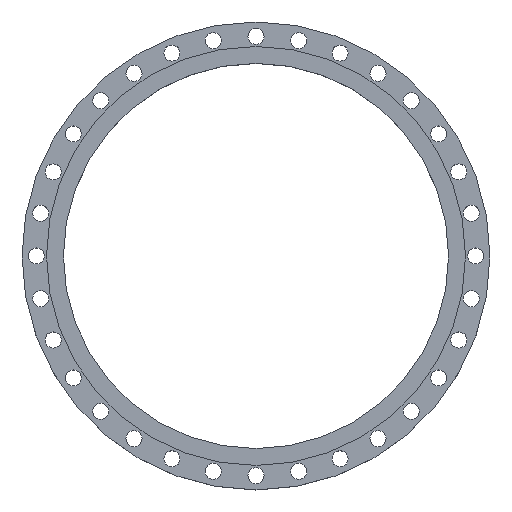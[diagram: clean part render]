
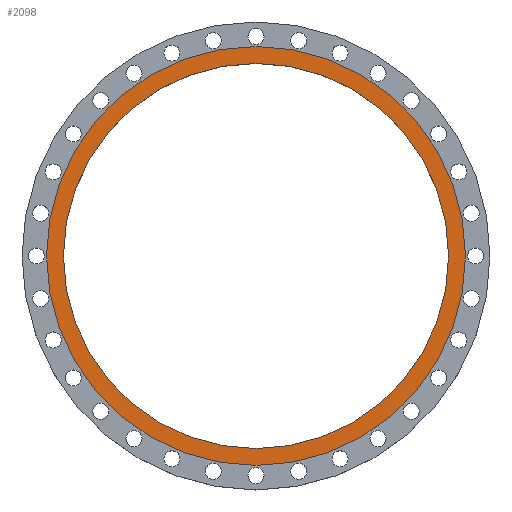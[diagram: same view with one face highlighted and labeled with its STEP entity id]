
A CAD part, top view. The second image highlights one B-rep face of the part: STEP entity #2098.
In plain terms, the highlighted planar face has unit normal (0, 0, 1).
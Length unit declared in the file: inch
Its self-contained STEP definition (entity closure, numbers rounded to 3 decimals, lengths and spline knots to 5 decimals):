
#3 = FACE_BOUND ( 'NONE', #396, .T. ) ;
#31 = CARTESIAN_POINT ( 'NONE',  ( 0., 0., 0. ) ) ;
#34 = CARTESIAN_POINT ( 'NONE',  ( 0., 0., 0. ) ) ;
#44 = EDGE_CURVE ( 'NONE', #2419, #2605, #1877, .T. ) ;
#48 = DIRECTION ( 'NONE',  ( 1., 0., 0. ) ) ;
#253 = CARTESIAN_POINT ( 'NONE',  ( -28.5, 0., 0. ) ) ;
#396 = EDGE_LOOP ( 'NONE', ( #1876, #874 ) ) ;
#412 = CARTESIAN_POINT ( 'NONE',  ( 31., 0., 0. ) ) ;
#424 = FACE_OUTER_BOUND ( 'NONE', #1497, .T. ) ;
#426 = VERTEX_POINT ( 'NONE', #412 ) ;
#469 = DIRECTION ( 'NONE',  ( 0., 0., 1. ) ) ;
#494 = DIRECTION ( 'NONE',  ( 1., 0., 0. ) ) ;
#541 = CARTESIAN_POINT ( 'NONE',  ( 0., 0., 0. ) ) ;
#617 = DIRECTION ( 'NONE',  ( 0., 0., 1. ) ) ;
#664 = CARTESIAN_POINT ( 'NONE',  ( 0., 28.5, 0. ) ) ;
#857 = DIRECTION ( 'NONE',  ( -1., 0., 0. ) ) ;
#874 = ORIENTED_EDGE ( 'NONE', *, *, #2620, .F. ) ;
#933 = DIRECTION ( 'NONE',  ( 0., 0., 1. ) ) ;
#995 = AXIS2_PLACEMENT_3D ( 'NONE', #31, #933, #494 ) ;
#1098 = DIRECTION ( 'NONE',  ( 0., 0., -1. ) ) ;
#1149 = ORIENTED_EDGE ( 'NONE', *, *, #2793, .T. ) ;
#1236 = CARTESIAN_POINT ( 'NONE',  ( -31., 0., 0. ) ) ;
#1345 = AXIS2_PLACEMENT_3D ( 'NONE', #2578, #617, #1510 ) ;
#1432 = VERTEX_POINT ( 'NONE', #1236 ) ;
#1497 = EDGE_LOOP ( 'NONE', ( #1149, #2377 ) ) ;
#1510 = DIRECTION ( 'NONE',  ( 1., 0., 0. ) ) ;
#1671 = CIRCLE ( 'NONE', #2351, 31. ) ;
#1796 = PLANE ( 'NONE',  #2847 ) ;
#1836 = DIRECTION ( 'NONE',  ( 1., 0., 0. ) ) ;
#1876 = ORIENTED_EDGE ( 'NONE', *, *, #44, .F. ) ;
#1877 = CIRCLE ( 'NONE', #995, 28.5 ) ;
#1921 = CARTESIAN_POINT ( 'NONE',  ( 28.5, 0., 0. ) ) ;
#2098 = ADVANCED_FACE ( 'NONE', ( #3, #424 ), #1796, .F. ) ;
#2123 = CIRCLE ( 'NONE', #1345, 31. ) ;
#2321 = DIRECTION ( 'NONE',  ( 0., 0., 1. ) ) ;
#2351 = AXIS2_PLACEMENT_3D ( 'NONE', #541, #2321, #1836 ) ;
#2377 = ORIENTED_EDGE ( 'NONE', *, *, #2709, .T. ) ;
#2394 = AXIS2_PLACEMENT_3D ( 'NONE', #34, #469, #48 ) ;
#2419 = VERTEX_POINT ( 'NONE', #1921 ) ;
#2578 = CARTESIAN_POINT ( 'NONE',  ( 0., 0., 0. ) ) ;
#2605 = VERTEX_POINT ( 'NONE', #253 ) ;
#2620 = EDGE_CURVE ( 'NONE', #2605, #2419, #2807, .T. ) ;
#2709 = EDGE_CURVE ( 'NONE', #1432, #426, #1671, .T. ) ;
#2793 = EDGE_CURVE ( 'NONE', #426, #1432, #2123, .T. ) ;
#2807 = CIRCLE ( 'NONE', #2394, 28.5 ) ;
#2847 = AXIS2_PLACEMENT_3D ( 'NONE', #664, #1098, #857 ) ;
